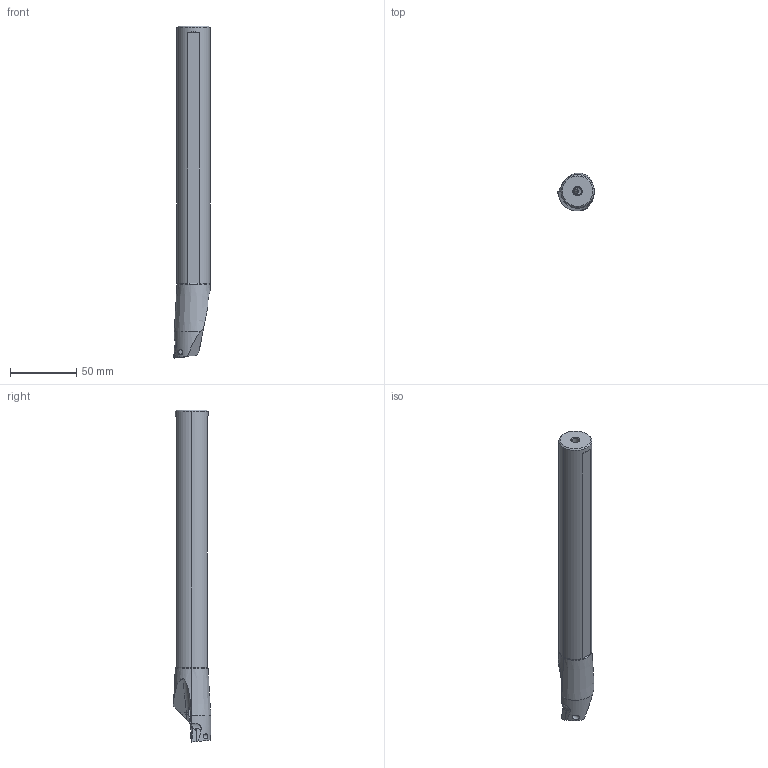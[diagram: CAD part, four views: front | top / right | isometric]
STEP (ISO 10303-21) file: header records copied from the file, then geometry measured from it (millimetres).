
FILE_DESCRIPTION(/* description */ (''),/* implementation_level */ '2;1');
FILE_NAME(/* name */ 'FSCLP3025R-09A_MR0_4.stp',/* time_stamp */ '2021-11-11T11:28:00+09:00',/* author */ (''),/* organization */ (''),/* preprocessor_version */ 'ST-DEVELOPER v16',/* originating_system */ 'SIEMENS PLM Software NX 10.0',/* authorisation */ '');
FILE_SCHEMA (('AUTOMOTIVE_DESIGN { 1 0 10303 214 3 1 1 1 }'));
Length unit declared in the file: millimetre
Products named in the file (1): FSCLP3025R-09A_MR0_4_ASM
Bounding box: 27.66 x 28.57 x 250 mm (x, y, z)
Volume: 107051.3 mm3; surface area: 24611.8 mm2
Topology: 2 solids, 2 shells, 129 faces, 371 edges, 248 vertices
Faces by surface type: plane 45, cylinder 42, cone 23, torus 12, sphere 7
Entity records: 5397 total; most frequent: CARTESIAN_POINT 1925, DIRECTION 723, ORIENTED_EDGE 706, EDGE_CURVE 353, AXIS2_PLACEMENT_3D 292, VERTEX_POINT 229, LINE 139, VECTOR 139
